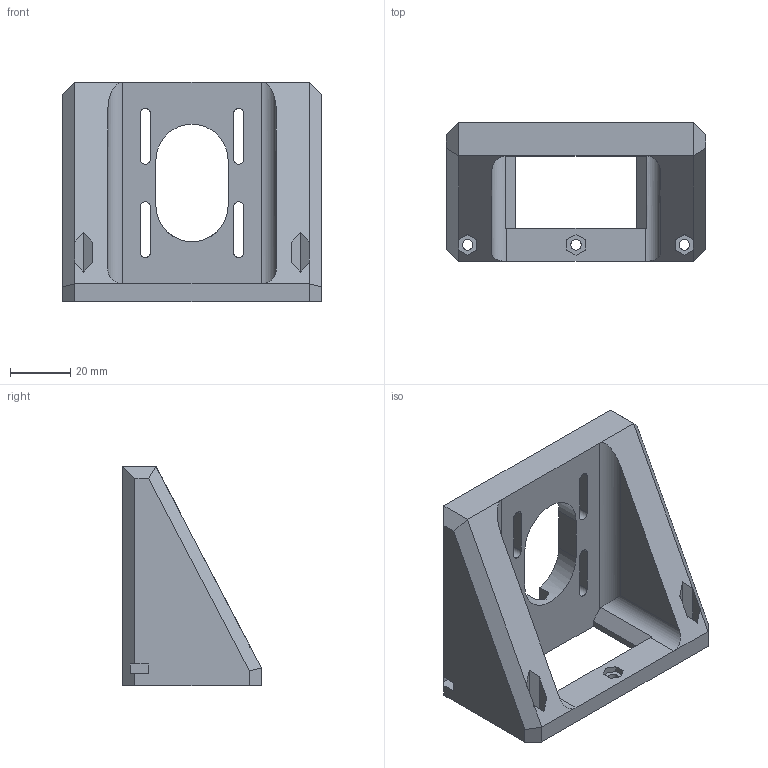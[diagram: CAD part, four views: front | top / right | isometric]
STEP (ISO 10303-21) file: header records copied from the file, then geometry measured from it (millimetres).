
FILE_DESCRIPTION (( 'STEP AP214' ), '1' );
FILE_NAME ('Motor Mount NEMA17.STEP', '2020-02-12T12:24:02', ( '' ), ( '' ), 'SwSTEP 2.0', 'SolidWorks 2019', '' );
FILE_SCHEMA (( 'AUTOMOTIVE_DESIGN' ));
Length unit declared in the file: millimetre
Products named in the file (1): Motor Mount NEMA17
Bounding box: 86 x 46 x 73 mm (x, y, z)
Volume: 96313.5 mm3; surface area: 25878.5 mm2
Topology: 1 solids, 1 shells, 129 faces, 363 edges, 234 vertices
Faces by surface type: plane 90, cylinder 35, cone 4
Entity records: 4172 total; most frequent: CARTESIAN_POINT 753, ORIENTED_EDGE 718, DIRECTION 674, EDGE_CURVE 359, VECTOR 284, LINE 284, VERTEX_POINT 234, AXIS2_PLACEMENT_3D 195
